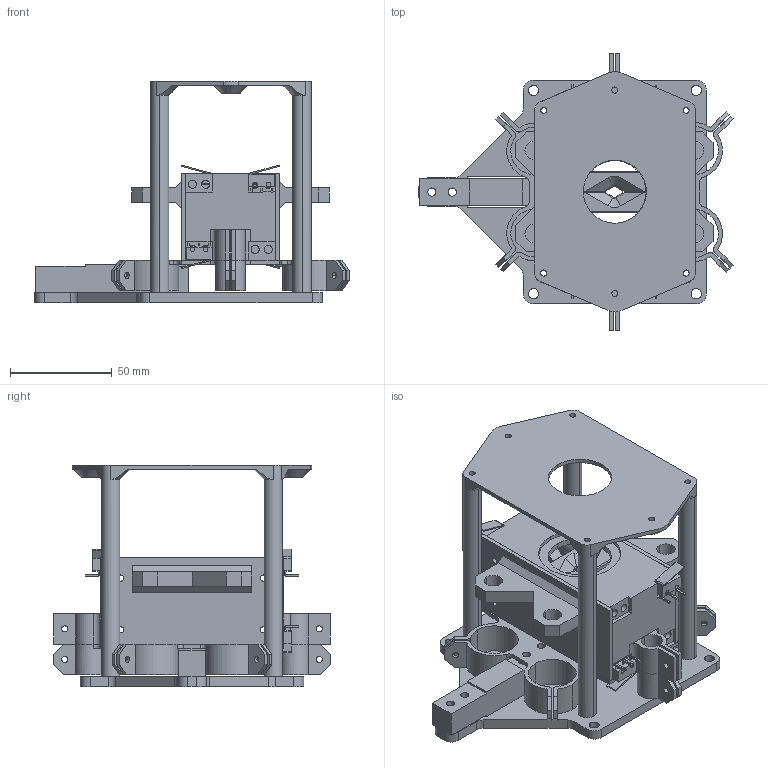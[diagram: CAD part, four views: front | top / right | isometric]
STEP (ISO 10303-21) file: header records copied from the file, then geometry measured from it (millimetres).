
FILE_DESCRIPTION (( 'STEP AP214' ), '1' );
FILE_NAME ('Êàðåòêà êàðàíäàøà.STEP', '2025-06-20T19:07:59', ( '' ), ( '' ), 'SwSTEP 2.0', 'SolidWorks 2023', '' );
FILE_SCHEMA (( 'AUTOMOTIVE_DESIGN' ));
Length unit declared in the file: millimetre
Products named in the file (9): Тензодатчик; micro-switch; Прижим карандаша; Каретка карандаша; Стенка каретки; Крышка каретки; Опора каретки; Опора двигателей карандаша
Assembly tree (13 placements, depth 2):
  Каретка карандаша
    Прижим карандаша  x2
    Каретка карандаша
    Стенка каретки  x2
    Опора двигателей карандаша
    Опора каретки
    Тензодатчик
    micro-switch  x4
    Крышка каретки
Bounding box: 154.75 x 136.11 x 109 mm (x, y, z)
Volume: 227916.3 mm3; surface area: 148597.7 mm2
Topology: 13 solids, 13 shells, 993 faces, 2587 edges, 1665 vertices
Faces by surface type: plane 549, cylinder 374, cone 46, sphere 8, torus 8, bspline 8
Entity records: 23089 total; most frequent: CARTESIAN_POINT 4272, DIRECTION 4001, ORIENTED_EDGE 3762, EDGE_CURVE 1881, AXIS2_PLACEMENT_3D 1426, VERTEX_POINT 1221, LINE 1149, VECTOR 1149
